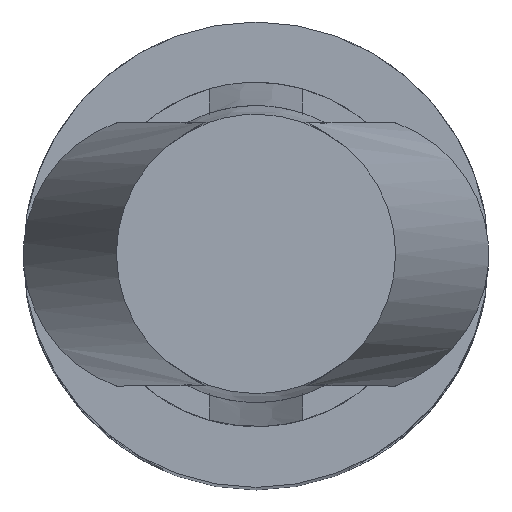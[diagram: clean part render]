
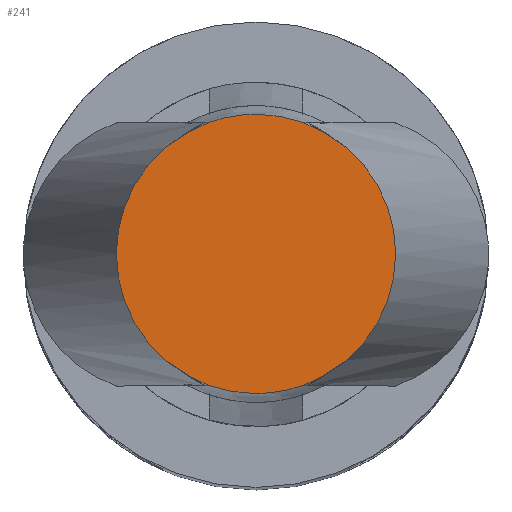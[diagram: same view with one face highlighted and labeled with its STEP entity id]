
A CAD part, top view. The second image highlights one B-rep face of the part: STEP entity #241.
In plain terms, the highlighted planar face has unit normal (0, 0, 1).
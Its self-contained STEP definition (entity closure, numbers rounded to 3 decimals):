
#241 = ADVANCED_FACE( '', ( #487 ), #488, .T. );
#487 = FACE_OUTER_BOUND( '', #840, .T. );
#488 = PLANE( '', #841 );
#840 = EDGE_LOOP( '', ( #1468, #1469, #1470, #1471, #1472, #1473, #1474, #1475 ) );
#841 = AXIS2_PLACEMENT_3D( '', #1476, #1477, #1478 );
#1468 = ORIENTED_EDGE( '', *, *, #1702, .F. );
#1469 = ORIENTED_EDGE( '', *, *, #1701, .T. );
#1470 = ORIENTED_EDGE( '', *, *, #1700, .F. );
#1471 = ORIENTED_EDGE( '', *, *, #1580, .F. );
#1472 = ORIENTED_EDGE( '', *, *, #1489, .F. );
#1473 = ORIENTED_EDGE( '', *, *, #1488, .T. );
#1474 = ORIENTED_EDGE( '', *, *, #1487, .F. );
#1475 = ORIENTED_EDGE( '', *, *, #1666, .T. );
#1476 = CARTESIAN_POINT( '', ( 0., 0., 12.85 ) );
#1477 = DIRECTION( '', ( 0., 0., 1. ) );
#1478 = DIRECTION( '', ( 1., 0., 0. ) );
#1487 = EDGE_CURVE( '', #1749, #1751, #1752, .T. );
#1488 = EDGE_CURVE( '', #1753, #1751, #1754, .T. );
#1489 = EDGE_CURVE( '', #1753, #1755, #1756, .T. );
#1580 = EDGE_CURVE( '', #1755, #1910, #1911, .T. );
#1666 = EDGE_CURVE( '', #1749, #2038, #2040, .F. );
#1700 = EDGE_CURVE( '', #1910, #2079, #2080, .T. );
#1701 = EDGE_CURVE( '', #2081, #2079, #2082, .T. );
#1702 = EDGE_CURVE( '', #2081, #2038, #2083, .T. );
#1749 = VERTEX_POINT( '', #2139 );
#1751 = VERTEX_POINT( '', #2147 );
#1752 = CIRCLE( '', #2148, 1.5 );
#1753 = VERTEX_POINT( '', #2149 );
#1754 = B_SPLINE_CURVE_WITH_KNOTS( '', 2, ( #2150, #2151, #2152, #2153, #2154 ), .UNSPECIFIED., .F., .F., ( 3, 2, 3 ), ( 0., 0.5, 1. ), .UNSPECIFIED. );
#1755 = VERTEX_POINT( '', #2155 );
#1756 = CIRCLE( '', #2156, 1.5 );
#1910 = VERTEX_POINT( '', #2392 );
#1911 = CIRCLE( '', #2393, 1.5 );
#2038 = VERTEX_POINT( '', #2597 );
#2040 = CIRCLE( '', #2605, 1.5 );
#2079 = VERTEX_POINT( '', #2694 );
#2080 = CIRCLE( '', #2695, 1.5 );
#2081 = VERTEX_POINT( '', #2696 );
#2082 = B_SPLINE_CURVE_WITH_KNOTS( '', 2, ( #2697, #2698, #2699, #2700, #2701 ), .UNSPECIFIED., .F., .F., ( 3, 2, 3 ), ( 0., 0.5, 1. ), .UNSPECIFIED. );
#2083 = CIRCLE( '', #2702, 1.5 );
#2139 = CARTESIAN_POINT( '', ( -0.525, 1.405, 12.85 ) );
#2147 = CARTESIAN_POINT( '', ( -0.5, 1.414, 12.85 ) );
#2148 = AXIS2_PLACEMENT_3D( '', #2754, #2755, #2756 );
#2149 = CARTESIAN_POINT( '', ( 0.5, 1.414, 12.85 ) );
#2150 = CARTESIAN_POINT( '', ( 0.5, 1.414, 12.85 ) );
#2151 = CARTESIAN_POINT( '', ( 0.258, 1.5, 12.85 ) );
#2152 = CARTESIAN_POINT( '', ( 0., 1.5, 12.85 ) );
#2153 = CARTESIAN_POINT( '', ( -0.257, 1.5, 12.85 ) );
#2154 = CARTESIAN_POINT( '', ( -0.5, 1.414, 12.85 ) );
#2155 = CARTESIAN_POINT( '', ( 0.525, 1.405, 12.85 ) );
#2156 = AXIS2_PLACEMENT_3D( '', #2757, #2758, #2759 );
#2392 = CARTESIAN_POINT( '', ( 0.525, -1.405, 12.85 ) );
#2393 = AXIS2_PLACEMENT_3D( '', #2870, #2871, #2872 );
#2597 = CARTESIAN_POINT( '', ( -0.525, -1.405, 12.85 ) );
#2605 = AXIS2_PLACEMENT_3D( '', #2960, #2961, #2962 );
#2694 = CARTESIAN_POINT( '', ( 0.5, -1.414, 12.85 ) );
#2695 = AXIS2_PLACEMENT_3D( '', #2992, #2993, #2994 );
#2696 = CARTESIAN_POINT( '', ( -0.5, -1.414, 12.85 ) );
#2697 = CARTESIAN_POINT( '', ( -0.5, -1.414, 12.85 ) );
#2698 = CARTESIAN_POINT( '', ( -0.258, -1.5, 12.85 ) );
#2699 = CARTESIAN_POINT( '', ( 0., -1.5, 12.85 ) );
#2700 = CARTESIAN_POINT( '', ( 0.257, -1.5, 12.85 ) );
#2701 = CARTESIAN_POINT( '', ( 0.5, -1.414, 12.85 ) );
#2702 = AXIS2_PLACEMENT_3D( '', #2995, #2996, #2997 );
#2754 = CARTESIAN_POINT( '', ( 0., 0., 12.85 ) );
#2755 = DIRECTION( '', ( 0., 0., -1. ) );
#2756 = DIRECTION( '', ( 0., 1., 0. ) );
#2757 = CARTESIAN_POINT( '', ( 0., 0., 12.85 ) );
#2758 = DIRECTION( '', ( 0., 0., -1. ) );
#2759 = DIRECTION( '', ( 0., 1., 0. ) );
#2870 = CARTESIAN_POINT( '', ( 0., 0., 12.85 ) );
#2871 = DIRECTION( '', ( 0., 0., -1. ) );
#2872 = DIRECTION( '', ( 0., 1., 0. ) );
#2960 = CARTESIAN_POINT( '', ( 0., 0., 12.85 ) );
#2961 = DIRECTION( '', ( 0., 0., -1. ) );
#2962 = DIRECTION( '', ( 1., 0., 0. ) );
#2992 = CARTESIAN_POINT( '', ( 0., 0., 12.85 ) );
#2993 = DIRECTION( '', ( 0., 0., -1. ) );
#2994 = DIRECTION( '', ( 0., 1., 0. ) );
#2995 = CARTESIAN_POINT( '', ( 0., 0., 12.85 ) );
#2996 = DIRECTION( '', ( 0., 0., -1. ) );
#2997 = DIRECTION( '', ( 0., 1., 0. ) );
